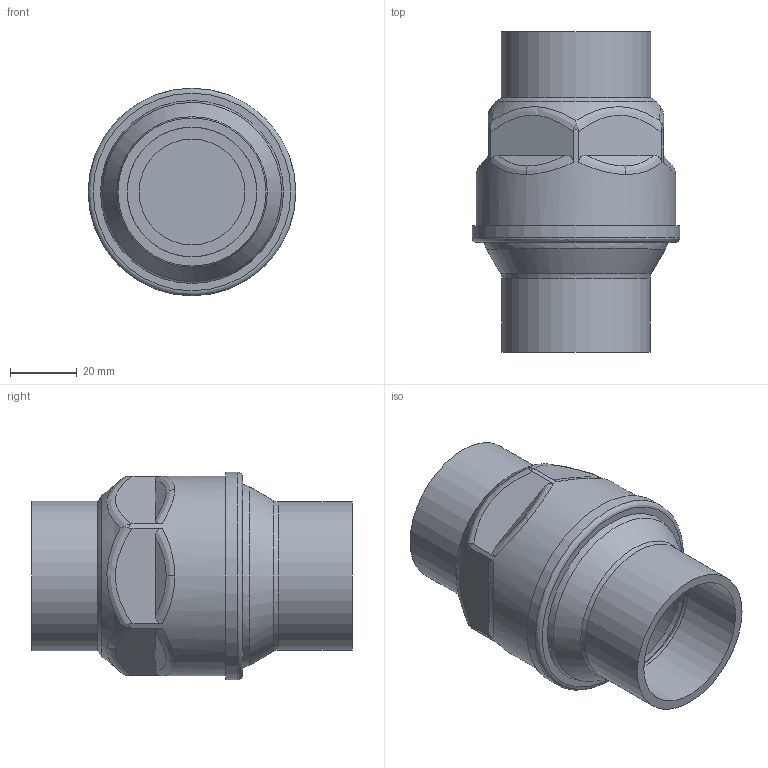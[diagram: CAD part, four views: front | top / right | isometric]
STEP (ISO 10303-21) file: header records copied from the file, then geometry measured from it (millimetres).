
FILE_DESCRIPTION(('STEP AP203'),'2;1');
FILE_NAME('IDRIA 1 1_4.stp','2016-05-10T08:32:05',(''),(''),'2015.2.119','THINKDESIGN','');
FILE_SCHEMA(('CONFIG_CONTROL_DESIGN'));
Length unit declared in the file: millimetre
Bounding box: 62.4 x 96.4 x 62.4 mm (x, y, z)
Volume: 132627.5 mm3; surface area: 36457.7 mm2
Topology: 4 solids, 4 shells, 82 faces, 227 edges, 160 vertices
Faces by surface type: bspline 41, plane 27, cylinder 14
Full cylindrical faces by diameter (mm): 31.8 x1, 34.2 x1, 38.952 x1, 39 x2, 41.2 x1, 42.4 x1, 44.5 x1, 45 x1, 45.7 x1, 48.1 x1, 60 x2, 62.4 x1
Entity records: 9019 total; most frequent: CARTESIAN_POINT 6977, ORIENTED_EDGE 454, DIRECTION 332, EDGE_CURVE 227, VERTEX_POINT 160, AXIS2_PLACEMENT_3D 148, CIRCLE 107, EDGE_LOOP 95
